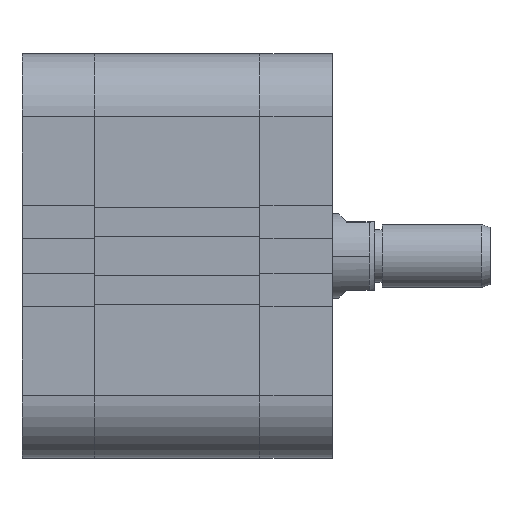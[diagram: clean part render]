
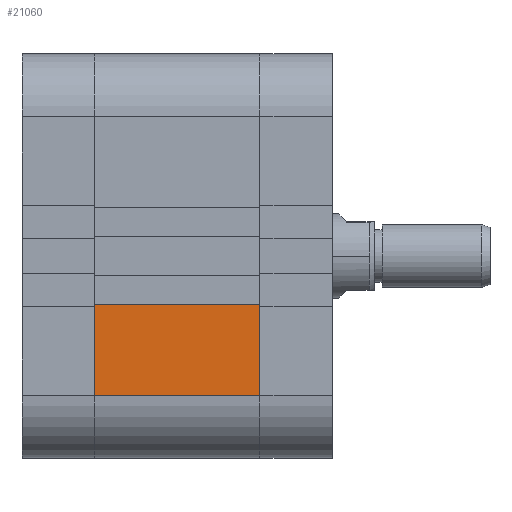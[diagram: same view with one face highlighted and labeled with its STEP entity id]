
A CAD part, front view. The second image highlights one B-rep face of the part: STEP entity #21060.
In plain terms, the highlighted planar face has unit normal (0, -1, 0).
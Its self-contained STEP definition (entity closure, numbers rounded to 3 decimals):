
#169 = CARTESIAN_POINT ( 'NONE',  ( 0., -38.5, -26.5 ) ) ;
#1319 = ORIENTED_EDGE ( 'NONE', *, *, #18156, .F. ) ;
#2091 = CARTESIAN_POINT ( 'NONE',  ( 31.5, -38.5, -26.5 ) ) ;
#2289 = CARTESIAN_POINT ( 'NONE',  ( 0., -38.5, -38.5 ) ) ;
#2397 = LINE ( 'NONE', #24951, #29920 ) ;
#2842 = LINE ( 'NONE', #34135, #6466 ) ;
#3613 = VECTOR ( 'NONE', #32885, 1000. ) ;
#5809 = ORIENTED_EDGE ( 'NONE', *, *, #16112, .T. ) ;
#6466 = VECTOR ( 'NONE', #34323, 1000. ) ;
#7263 = CARTESIAN_POINT ( 'NONE',  ( 0., -38.5, -9.3 ) ) ;
#8941 = ORIENTED_EDGE ( 'NONE', *, *, #27270, .T. ) ;
#9934 = LINE ( 'NONE', #12783, #3613 ) ;
#11330 = CARTESIAN_POINT ( 'NONE',  ( 31.5, -38.5, -9.3 ) ) ;
#12783 = CARTESIAN_POINT ( 'NONE',  ( 31.501, -38.5, -9.3 ) ) ;
#13101 = DIRECTION ( 'NONE',  ( 0., 0., 1. ) ) ;
#14486 = EDGE_CURVE ( 'NONE', #37287, #16712, #2397, .T. ) ;
#15345 = EDGE_LOOP ( 'NONE', ( #5809, #8941, #32947, #1319 ) ) ;
#16112 = EDGE_CURVE ( 'NONE', #36429, #35963, #9934, .T. ) ;
#16712 = VERTEX_POINT ( 'NONE', #2091 ) ;
#18156 = EDGE_CURVE ( 'NONE', #36429, #16712, #2842, .T. ) ;
#18656 = AXIS2_PLACEMENT_3D ( 'NONE', #27300, #18937, #13101 ) ;
#18836 = VECTOR ( 'NONE', #25773, 1000. ) ;
#18937 = DIRECTION ( 'NONE',  ( 0., 1., 0. ) ) ;
#21060 = ADVANCED_FACE ( 'NONE', ( #27492 ), #21758, .F. ) ;
#21758 = PLANE ( 'NONE',  #18656 ) ;
#24951 = CARTESIAN_POINT ( 'NONE',  ( 31.5, -38.5, -26.5 ) ) ;
#25701 = DIRECTION ( 'NONE',  ( 1., 0., 0. ) ) ;
#25773 = DIRECTION ( 'NONE',  ( 0., 0., -1. ) ) ;
#27270 = EDGE_CURVE ( 'NONE', #35963, #37287, #31870, .T. ) ;
#27300 = CARTESIAN_POINT ( 'NONE',  ( 31.5, -38.5, -38.5 ) ) ;
#27492 = FACE_OUTER_BOUND ( 'NONE', #15345, .T. ) ;
#29920 = VECTOR ( 'NONE', #25701, 1000. ) ;
#31870 = LINE ( 'NONE', #2289, #18836 ) ;
#32885 = DIRECTION ( 'NONE',  ( -1., 0., 0. ) ) ;
#32947 = ORIENTED_EDGE ( 'NONE', *, *, #14486, .T. ) ;
#34135 = CARTESIAN_POINT ( 'NONE',  ( 31.5, -38.5, -38.5 ) ) ;
#34323 = DIRECTION ( 'NONE',  ( 0., 0., -1. ) ) ;
#35963 = VERTEX_POINT ( 'NONE', #7263 ) ;
#36429 = VERTEX_POINT ( 'NONE', #11330 ) ;
#37287 = VERTEX_POINT ( 'NONE', #169 ) ;
